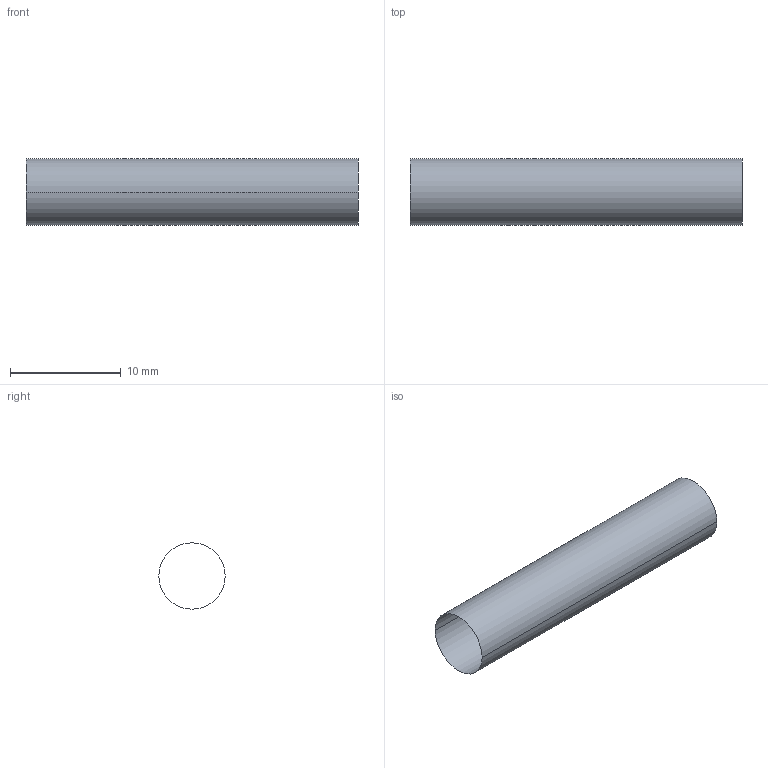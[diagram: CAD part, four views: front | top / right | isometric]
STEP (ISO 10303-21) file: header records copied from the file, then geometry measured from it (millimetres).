
FILE_DESCRIPTION(('Open CASCADE Model'),'2;1');
FILE_NAME('Open CASCADE Shape Model','2011-05-19T14:05:47',('Author'),( 'Open CASCADE'),'Open CASCADE STEP processor 6.3','Open CASCADE 6.3' ,'Unknown');
FILE_SCHEMA(('AUTOMOTIVE_DESIGN_CC2 { 1 2 10303 214 -1 1 5 4 }'));
Length unit declared in the file: millimetre
Products named in the file (1): Open CASCADE STEP translator 6.3 3
Bounding box: 30 x 6 x 6 mm (x, y, z)
Surface area: 565.5 mm2 (no closed solid volume)
Topology: 0 solids, 1 shells, 2 faces, 6 edges, 4 vertices
Faces by surface type: cylinder 2
Entity records: 138 total; most frequent: DIRECTION 24, CARTESIAN_POINT 21, LINE 10, VECTOR 10, ORIENTED_EDGE 8, PCURVE 8, DEFINITIONAL_REPRESENTATION 8, AXIS2_PLACEMENT_3D 7
